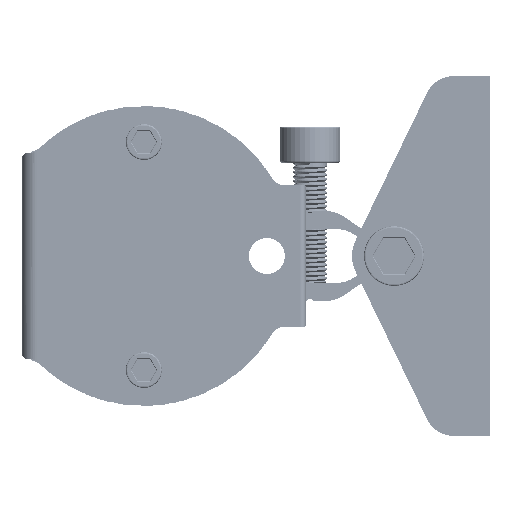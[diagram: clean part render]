
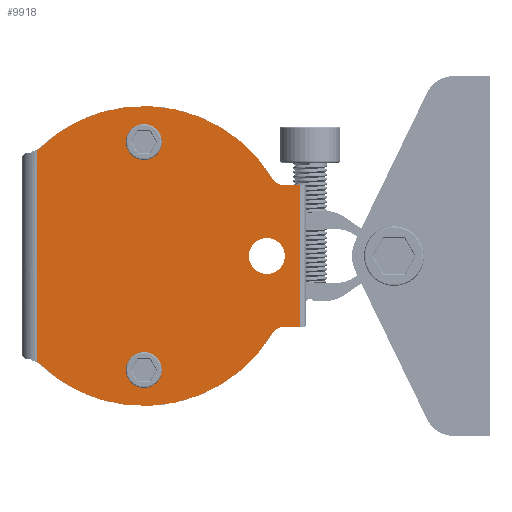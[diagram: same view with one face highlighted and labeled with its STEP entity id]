
A CAD part, left-side view. The second image highlights one B-rep face of the part: STEP entity #9918.
In plain terms, the highlighted face is planar.
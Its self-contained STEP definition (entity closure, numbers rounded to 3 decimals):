
#9234=CARTESIAN_POINT('',(0.,22.,-19.));
#9235=DIRECTION('',(-1.,0.,0.));
#9236=DIRECTION('',(0.,0.,-1.));
#9237=AXIS2_PLACEMENT_3D('',#9234,#9235,#9236);
#9239=CARTESIAN_POINT('',(0.,22.,-19.));
#9240=DIRECTION('',(-1.,0.,0.));
#9241=DIRECTION('',(0.,0.,1.));
#9242=AXIS2_PLACEMENT_3D('',#9239,#9240,#9241);
#9244=CARTESIAN_POINT('',(0.,22.,19.));
#9245=DIRECTION('',(-1.,0.,0.));
#9246=DIRECTION('',(0.,0.,-1.));
#9247=AXIS2_PLACEMENT_3D('',#9244,#9245,#9246);
#9249=CARTESIAN_POINT('',(0.,22.,19.));
#9250=DIRECTION('',(-1.,0.,0.));
#9251=DIRECTION('',(0.,0.,1.));
#9252=AXIS2_PLACEMENT_3D('',#9249,#9250,#9251);
#9254=CARTESIAN_POINT('',(0.,1.5,0.));
#9255=DIRECTION('',(1.,0.,0.));
#9256=DIRECTION('',(0.,0.,-1.));
#9257=AXIS2_PLACEMENT_3D('',#9254,#9255,#9256);
#9259=CARTESIAN_POINT('',(0.,1.5,0.));
#9260=DIRECTION('',(1.,0.,0.));
#9261=DIRECTION('',(0.,0.,1.));
#9262=AXIS2_PLACEMENT_3D('',#9259,#9260,#9261);
#9264=DIRECTION('',(0.,0.,-1.));
#9265=VECTOR('',#9264,23.749);
#9266=CARTESIAN_POINT('',(0.,-4.,11.874));
#9267=LINE('',#9266,#9265);
#9268=DIRECTION('',(0.,1.,0.));
#9269=VECTOR('',#9268,2.837);
#9270=CARTESIAN_POINT('',(0.,-4.,11.874));
#9271=LINE('',#9270,#9269);
#9272=CARTESIAN_POINT('',(0.,22.,0.));
#9273=DIRECTION('',(1.,0.,0.));
#9274=DIRECTION('',(0.,0.705,0.709));
#9275=AXIS2_PLACEMENT_3D('',#9272,#9273,#9274);
#9277=DIRECTION('',(0.,0.,-1.));
#9278=VECTOR('',#9277,35.152);
#9279=CARTESIAN_POINT('',(0.,39.8,17.576));
#9280=LINE('',#9279,#9278);
#9281=CARTESIAN_POINT('',(0.,22.,0.));
#9282=DIRECTION('',(1.,0.,0.));
#9283=DIRECTION('',(0.,-0.858,-0.514));
#9284=AXIS2_PLACEMENT_3D('',#9281,#9282,#9283);
#9286=DIRECTION('',(0.,-1.,0.));
#9287=VECTOR('',#9286,2.837);
#9288=CARTESIAN_POINT('',(0.,-1.163,-11.874));
#9289=LINE('',#9288,#9287);
#9423=CARTESIAN_POINT('',(0.,-1.163,-13.874));
#9424=DIRECTION('',(-1.,0.,0.));
#9425=DIRECTION('',(0.,0.,1.));
#9426=AXIS2_PLACEMENT_3D('',#9423,#9424,#9425);
#9441=CARTESIAN_POINT('',(0.,41.034,-19.15));
#9442=DIRECTION('',(-1.,0.,0.));
#9443=DIRECTION('',(0.,-0.705,0.709));
#9444=AXIS2_PLACEMENT_3D('',#9441,#9442,#9443);
#9446=CARTESIAN_POINT('',(0.,39.8,-17.576));
#9552=CARTESIAN_POINT('',(0.,39.8,17.576));
#9554=CARTESIAN_POINT('',(0.,41.034,19.15));
#9555=DIRECTION('',(-1.,0.,0.));
#9556=DIRECTION('',(0.,-0.617,-0.787));
#9557=AXIS2_PLACEMENT_3D('',#9554,#9555,#9556);
#9572=CARTESIAN_POINT('',(0.,-1.163,13.874));
#9573=DIRECTION('',(-1.,0.,0.));
#9574=DIRECTION('',(0.,0.858,-0.514));
#9575=AXIS2_PLACEMENT_3D('',#9572,#9573,#9574);
#9667=CARTESIAN_POINT('',(0.,22.,-16.9));
#9669=VERTEX_POINT('',#9667);
#9671=CARTESIAN_POINT('',(0.,22.,-21.1));
#9673=VERTEX_POINT('',#9671);
#9675=CARTESIAN_POINT('',(0.,22.,21.1));
#9677=VERTEX_POINT('',#9675);
#9679=CARTESIAN_POINT('',(0.,22.,16.9));
#9681=VERTEX_POINT('',#9679);
#9695=CARTESIAN_POINT('',(0.,1.5,-3.));
#9696=CARTESIAN_POINT('',(0.,1.5,3.));
#9697=VERTEX_POINT('',#9695);
#9698=VERTEX_POINT('',#9696);
#9699=CARTESIAN_POINT('',(0.,-1.163,-11.874));
#9701=VERTEX_POINT('',#9699);
#9703=CARTESIAN_POINT('',(0.,0.553,-12.847));
#9705=VERTEX_POINT('',#9703);
#9707=CARTESIAN_POINT('',(0.,0.553,12.847));
#9709=VERTEX_POINT('',#9707);
#9711=CARTESIAN_POINT('',(0.,-1.163,11.874));
#9713=VERTEX_POINT('',#9711);
#9719=CARTESIAN_POINT('',(0.,39.624,17.731));
#9721=VERTEX_POINT('',#9719);
#9723=CARTESIAN_POINT('',(0.,39.624,-17.731));
#9725=VERTEX_POINT('',#9723);
#9731=VERTEX_POINT('',#9552);
#9732=VERTEX_POINT('',#9446);
#9755=CARTESIAN_POINT('',(0.,-4.,11.874));
#9756=CARTESIAN_POINT('',(0.,-4.,-11.874));
#9757=VERTEX_POINT('',#9755);
#9758=VERTEX_POINT('',#9756);
#9875=CARTESIAN_POINT('',(0.,-6.,-30.));
#9876=DIRECTION('',(1.,0.,0.));
#9877=DIRECTION('',(0.,1.,0.));
#9878=AXIS2_PLACEMENT_3D('',#9875,#9876,#9877);
#9879=PLANE('',#9878);
#9881=ORIENTED_EDGE('',*,*,#9880,.F.);
#9883=ORIENTED_EDGE('',*,*,#9882,.T.);
#9885=ORIENTED_EDGE('',*,*,#9884,.F.);
#9887=ORIENTED_EDGE('',*,*,#9886,.F.);
#9889=ORIENTED_EDGE('',*,*,#9888,.F.);
#9891=ORIENTED_EDGE('',*,*,#9890,.T.);
#9893=ORIENTED_EDGE('',*,*,#9892,.F.);
#9895=ORIENTED_EDGE('',*,*,#9894,.F.);
#9897=ORIENTED_EDGE('',*,*,#9896,.F.);
#9899=ORIENTED_EDGE('',*,*,#9898,.T.);
#9900=EDGE_LOOP('',(#9881,#9883,#9885,#9887,#9889,#9891,#9893,#9895,#9897,
#9899));
#9901=FACE_OUTER_BOUND('',#9900,.F.);
#9903=ORIENTED_EDGE('',*,*,#9902,.F.);
#9905=ORIENTED_EDGE('',*,*,#9904,.F.);
#9906=EDGE_LOOP('',(#9903,#9905));
#9907=FACE_BOUND('',#9906,.F.);
#9909=ORIENTED_EDGE('',*,*,#9908,.T.);
#9911=ORIENTED_EDGE('',*,*,#9910,.T.);
#9912=EDGE_LOOP('',(#9909,#9911));
#9913=FACE_BOUND('',#9912,.F.);
#9914=ORIENTED_EDGE('',*,*,#9870,.F.);
#9915=ORIENTED_EDGE('',*,*,#9854,.F.);
#9916=EDGE_LOOP('',(#9914,#9915));
#9917=FACE_BOUND('',#9916,.F.);
#9918=ADVANCED_FACE('',(#9901,#9907,#9913,#9917),#9879,.T.);
#9238=CIRCLE('',#9237,2.1);
#9243=CIRCLE('',#9242,2.1);
#9248=CIRCLE('',#9247,2.1);
#9253=CIRCLE('',#9252,2.1);
#9258=CIRCLE('',#9257,3.);
#9263=CIRCLE('',#9262,3.);
#9276=CIRCLE('',#9275,25.);
#9285=CIRCLE('',#9284,25.);
#9427=CIRCLE('',#9426,2.);
#9445=CIRCLE('',#9444,2.);
#9558=CIRCLE('',#9557,2.);
#9576=CIRCLE('',#9575,2.);
#9854=EDGE_CURVE('',#9669,#9673,#9243,.T.);
#9870=EDGE_CURVE('',#9673,#9669,#9238,.T.);
#9880=EDGE_CURVE('',#9757,#9758,#9267,.T.);
#9882=EDGE_CURVE('',#9757,#9713,#9271,.T.);
#9884=EDGE_CURVE('',#9709,#9713,#9576,.T.);
#9886=EDGE_CURVE('',#9721,#9709,#9276,.T.);
#9888=EDGE_CURVE('',#9731,#9721,#9558,.T.);
#9890=EDGE_CURVE('',#9731,#9732,#9280,.T.);
#9892=EDGE_CURVE('',#9725,#9732,#9445,.T.);
#9894=EDGE_CURVE('',#9705,#9725,#9285,.T.);
#9896=EDGE_CURVE('',#9701,#9705,#9427,.T.);
#9898=EDGE_CURVE('',#9701,#9758,#9289,.T.);
#9902=EDGE_CURVE('',#9681,#9677,#9248,.T.);
#9904=EDGE_CURVE('',#9677,#9681,#9253,.T.);
#9908=EDGE_CURVE('',#9697,#9698,#9258,.T.);
#9910=EDGE_CURVE('',#9698,#9697,#9263,.T.);
